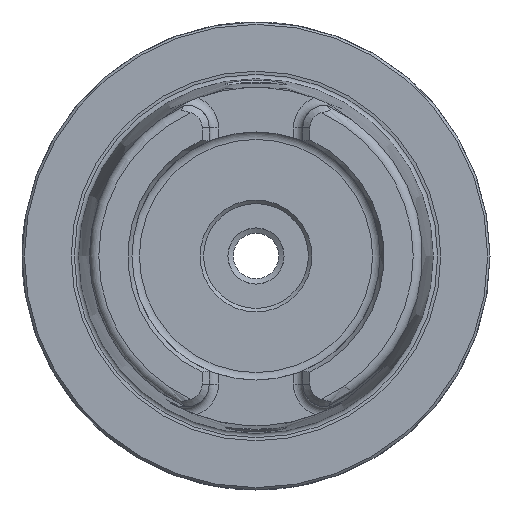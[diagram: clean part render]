
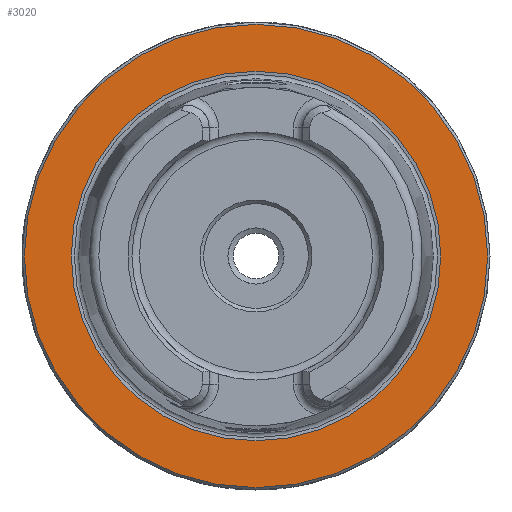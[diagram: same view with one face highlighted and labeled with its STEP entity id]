
A CAD part, left-side view. The second image highlights one B-rep face of the part: STEP entity #3020.
In plain terms, the highlighted planar face has unit normal (-1, 0, 0).
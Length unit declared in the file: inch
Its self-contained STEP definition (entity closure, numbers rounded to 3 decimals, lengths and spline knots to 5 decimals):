
#2986=CARTESIAN_POINT('',(0.0,1.94882,0.));
#2987=VERTEX_POINT('',#2986);
#2988=CARTESIAN_POINT('',(0.0,0.0,0.0));
#2989=DIRECTION('',(1.0,0.0,0.0));
#2990=DIRECTION('',(0.0,-1.0,0.0));
#2991=AXIS2_PLACEMENT_3D('',#2988,#2989,#2990);
#2992=CIRCLE('',#2991,1.94882);
#2993=EDGE_CURVE('',#2987,#2987,#2992,.T.);
#3001=CARTESIAN_POINT('',(0.0,0.98425,0.0));
#3002=DIRECTION('',(-1.0,0.0,0.0));
#3003=DIRECTION('',(0.0,0.0,1.0));
#3004=AXIS2_PLACEMENT_3D('',#3001,#3002,#3003);
#3005=PLANE('',#3004);
#3006=ORIENTED_EDGE('',*,*,#2993,.F.);
#3007=EDGE_LOOP('',(#3006));
#3008=FACE_OUTER_BOUND('',#3007,.T.);
#3009=CARTESIAN_POINT('',(0.0,1.55442,0.0));
#3010=VERTEX_POINT('',#3009);
#3011=CARTESIAN_POINT('',(0.0,0.0,0.0));
#3012=DIRECTION('',(1.0,0.0,0.0));
#3013=DIRECTION('',(0.0,1.0,0.0));
#3014=AXIS2_PLACEMENT_3D('',#3011,#3012,#3013);
#3015=CIRCLE('',#3014,1.55442);
#3016=EDGE_CURVE('',#3010,#3010,#3015,.T.);
#3017=ORIENTED_EDGE('',*,*,#3016,.T.);
#3018=EDGE_LOOP('',(#3017));
#3019=FACE_BOUND('',#3018,.T.);
#3020=ADVANCED_FACE('',(#3008,#3019),#3005,.T.);
